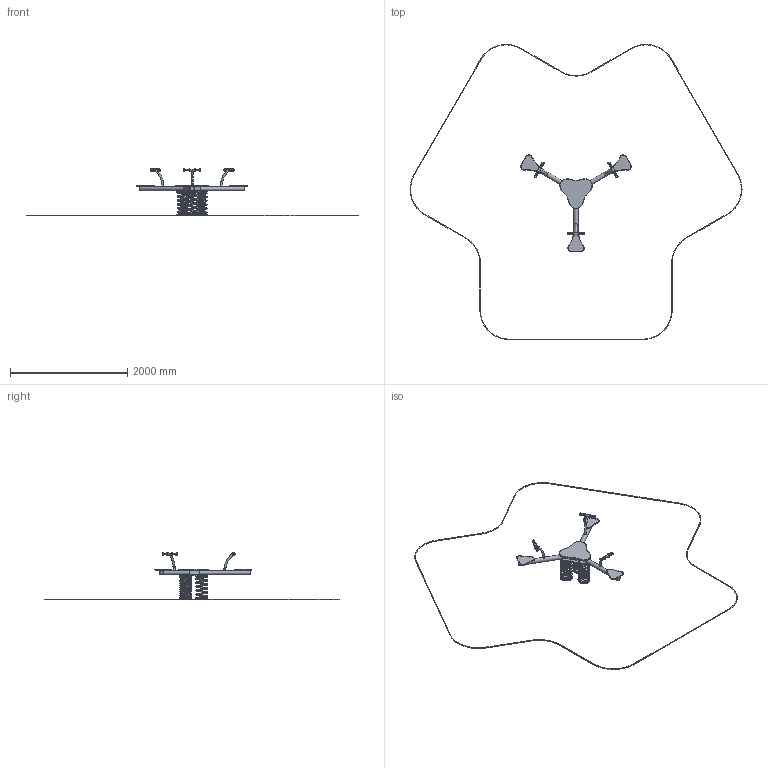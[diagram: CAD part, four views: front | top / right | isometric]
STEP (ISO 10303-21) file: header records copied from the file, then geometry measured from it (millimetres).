
FILE_DESCRIPTION(('STEP AP214'), '1');
FILE_NAME('岏-100', '', ('UNSPECIFIED'), ('UNSPECIFIED'), 'C3D Converter', 'C3D Toolkit', '');
FILE_SCHEMA(('AUTOMOTIVE_DESIGN { 1 0 10303 214 3 1 1}'));
Length unit declared in the file: millimetre
Products named in the file (29): КБ-101-00.00; КБ-101-01.00; КБ-101-01.01; КБ-101-01.02; КБ-101-01.03; ФК-03.03; КБ-101-02.00; КБ-101-02.01; КБ-101-02.03; КБ-101-03.00; КБ-101-03.01; КБ-101-03.02; КБ-101-03.04; КБ-101-03.05; КБ-101-03.06; КБ-101-03.07; КБ-101-03.08; КБ-101-03.09; КБ-101-03.10; КБ-101-03.11; КБ-101-00.01; КБ-101-00.02; КБ-101-04.00; КБ-101-04.01; КБ-101-04.02
Assembly tree (72 placements, depth 3):
  КБ-101-00.00
    КБ-101-01.00
      КБ-101-01.01
      КБ-101-01.02  x3
      КБ-101-01.03
      ФК-03.03  x3
      (unnamed)  x9
    КБ-101-02.00
      КБ-101-02.01
      КБ-101-02.03
      (unnamed)  x3
      (unnamed)  x3
      (unnamed)  x3
    КБ-101-03.00
      КБ-101-03.01
      КБ-101-03.02  x3
      КБ-101-03.04  x3
      КБ-101-03.05
      КБ-101-03.06  x3
      КБ-101-03.07  x3
      КБ-101-03.08  x3
      КБ-101-03.09  x3
      КБ-101-03.10  x3
      КБ-101-03.11  x6
    КБ-101-00.01  x3
    КБ-101-00.02
    КБ-101-04.00  x6
      КБ-101-04.01
      КБ-101-04.02
Bounding box: 5655.82 x 5033.45 x 807 mm (x, y, z)
Volume: 18416415 mm3; surface area: 5817928.7 mm2
Topology: 56 solids, 56 shells, 754 faces, 1839 edges, 1206 vertices
Faces by surface type: cylinder 249, plane 232, torus 204, bspline 33, cone 24, sphere 12
Full cylindrical faces by diameter (mm): 10.5 x12, 24 x6, 27 x12, 28.4 x3, 32 x6, 33 x66, 34 x3, 58 x6, 69.6 x3, 74 x3, 76 x3
Entity records: 22463 total; most frequent: CARTESIAN_POINT 10795, DIRECTION 1558, ORIENTED_EDGE 1298, AXIS2_PLACEMENT_3D 656, EDGE_CURVE 649, VERTEX_POINT 449, EDGE_LOOP 348, FACE_BOUND 319
